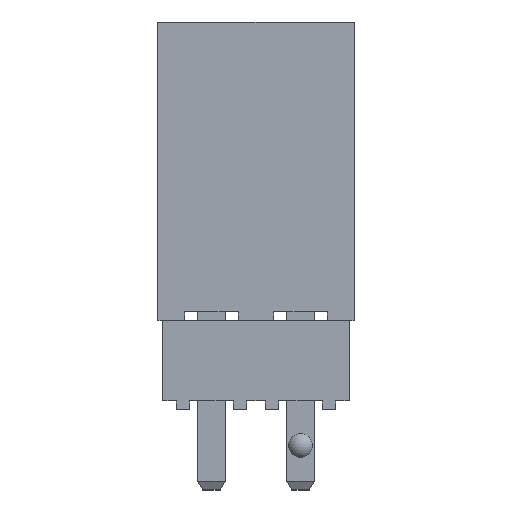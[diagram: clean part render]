
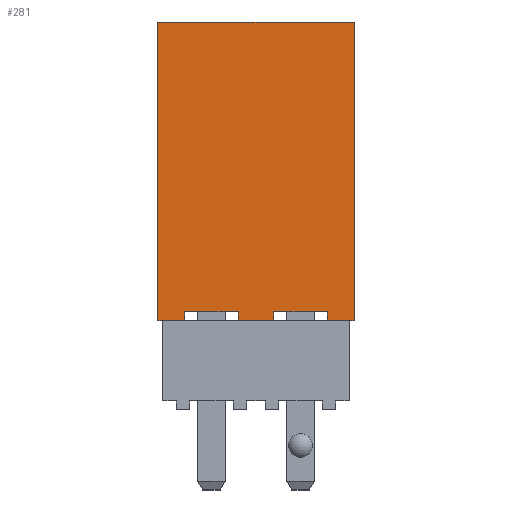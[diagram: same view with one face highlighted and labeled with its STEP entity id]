
A CAD part, top view. The second image highlights one B-rep face of the part: STEP entity #281.
In plain terms, the highlighted planar face has unit normal (0, 0, 1).
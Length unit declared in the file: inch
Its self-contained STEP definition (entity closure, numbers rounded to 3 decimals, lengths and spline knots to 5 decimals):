
#281 = ADVANCED_FACE( '', ( #603 ), #604, .F. );
#603 = FACE_OUTER_BOUND( '', #991, .T. );
#604 = PLANE( '', #992 );
#991 = EDGE_LOOP( '', ( #1620, #1621, #1622, #1623, #1624, #1625, #1626, #1627, #1628, #1629, #1630, #1631 ) );
#992 = AXIS2_PLACEMENT_3D( '', #1632, #1633, #1634 );
#1620 = ORIENTED_EDGE( '', *, *, #2592, .F. );
#1621 = ORIENTED_EDGE( '', *, *, #2593, .T. );
#1622 = ORIENTED_EDGE( '', *, *, #2594, .F. );
#1623 = ORIENTED_EDGE( '', *, *, #2595, .F. );
#1624 = ORIENTED_EDGE( '', *, *, #2388, .T. );
#1625 = ORIENTED_EDGE( '', *, *, #2596, .T. );
#1626 = ORIENTED_EDGE( '', *, *, #2597, .F. );
#1627 = ORIENTED_EDGE( '', *, *, #2448, .F. );
#1628 = ORIENTED_EDGE( '', *, *, #2598, .F. );
#1629 = ORIENTED_EDGE( '', *, *, #2493, .T. );
#1630 = ORIENTED_EDGE( '', *, *, #2599, .F. );
#1631 = ORIENTED_EDGE( '', *, *, #2444, .F. );
#1632 = CARTESIAN_POINT( '', ( 0., 0.335, 0.0475 ) );
#1633 = DIRECTION( '', ( 0., 0., -1. ) );
#1634 = DIRECTION( '', ( -1., 0., 0. ) );
#2388 = EDGE_CURVE( '', #2835, #2833, #2836, .T. );
#2444 = EDGE_CURVE( '', #2936, #2938, #2939, .T. );
#2448 = EDGE_CURVE( '', #2944, #2946, #2947, .T. );
#2493 = EDGE_CURVE( '', #3024, #3021, #3025, .T. );
#2592 = EDGE_CURVE( '', #3176, #2936, #3177, .T. );
#2593 = EDGE_CURVE( '', #3176, #3178, #3179, .T. );
#2594 = EDGE_CURVE( '', #3180, #3178, #3181, .T. );
#2595 = EDGE_CURVE( '', #2835, #3180, #3182, .T. );
#2596 = EDGE_CURVE( '', #2833, #3183, #3184, .T. );
#2597 = EDGE_CURVE( '', #2946, #3183, #3185, .T. );
#2598 = EDGE_CURVE( '', #3024, #2944, #3186, .T. );
#2599 = EDGE_CURVE( '', #2938, #3021, #3187, .T. );
#2833 = VERTEX_POINT( '', #3488 );
#2835 = VERTEX_POINT( '', #3491 );
#2836 = LINE( '', #3492, #3493 );
#2936 = VERTEX_POINT( '', #3638 );
#2938 = VERTEX_POINT( '', #3641 );
#2939 = LINE( '', #3642, #3643 );
#2944 = VERTEX_POINT( '', #3650 );
#2946 = VERTEX_POINT( '', #3653 );
#2947 = LINE( '', #3654, #3655 );
#3021 = VERTEX_POINT( '', #3766 );
#3024 = VERTEX_POINT( '', #3770 );
#3025 = LINE( '', #3771, #3772 );
#3176 = VERTEX_POINT( '', #3998 );
#3177 = LINE( '', #3999, #4000 );
#3178 = VERTEX_POINT( '', #4001 );
#3179 = LINE( '', #4002, #4003 );
#3180 = VERTEX_POINT( '', #4004 );
#3181 = LINE( '', #4005, #4006 );
#3182 = LINE( '', #4007, #4008 );
#3183 = VERTEX_POINT( '', #4009 );
#3184 = LINE( '', #4010, #4011 );
#3185 = LINE( '', #4012, #4013 );
#3186 = LINE( '', #4014, #4015 );
#3187 = LINE( '', #4016, #4017 );
#3488 = CARTESIAN_POINT( '', ( 0., 0., 0.0475 ) );
#3491 = CARTESIAN_POINT( '', ( 0., 0.335, 0.0475 ) );
#3492 = CARTESIAN_POINT( '', ( 0., 0.335, 0.0475 ) );
#3493 = VECTOR( '', #4438, 39.37008 );
#3638 = CARTESIAN_POINT( '', ( 0.19, 0.01, 0.0475 ) );
#3641 = CARTESIAN_POINT( '', ( 0.13, 0.01, 0.0475 ) );
#3642 = CARTESIAN_POINT( '', ( 0.19, 0.01, 0.0475 ) );
#3643 = VECTOR( '', #4485, 39.37008 );
#3650 = CARTESIAN_POINT( '', ( 0.09, 0.01, 0.0475 ) );
#3653 = CARTESIAN_POINT( '', ( 0.03, 0.01, 0.0475 ) );
#3654 = CARTESIAN_POINT( '', ( 0.09, 0.01, 0.0475 ) );
#3655 = VECTOR( '', #4489, 39.37008 );
#3766 = CARTESIAN_POINT( '', ( 0.13, 0., 0.0475 ) );
#3770 = CARTESIAN_POINT( '', ( 0.09, 0., 0.0475 ) );
#3771 = CARTESIAN_POINT( '', ( 0., 0., 0.0475 ) );
#3772 = VECTOR( '', #4528, 39.37008 );
#3998 = CARTESIAN_POINT( '', ( 0.19, 0., 0.0475 ) );
#3999 = CARTESIAN_POINT( '', ( 0.19, 0., 0.0475 ) );
#4000 = VECTOR( '', #4610, 39.37008 );
#4001 = CARTESIAN_POINT( '', ( 0.22, 0., 0.0475 ) );
#4002 = CARTESIAN_POINT( '', ( 0., 0., 0.0475 ) );
#4003 = VECTOR( '', #4611, 39.37008 );
#4004 = CARTESIAN_POINT( '', ( 0.22, 0.335, 0.0475 ) );
#4005 = CARTESIAN_POINT( '', ( 0.22, 0.335, 0.0475 ) );
#4006 = VECTOR( '', #4612, 39.37008 );
#4007 = CARTESIAN_POINT( '', ( 0., 0.335, 0.0475 ) );
#4008 = VECTOR( '', #4613, 39.37008 );
#4009 = CARTESIAN_POINT( '', ( 0.03, 0., 0.0475 ) );
#4010 = CARTESIAN_POINT( '', ( 0., 0., 0.0475 ) );
#4011 = VECTOR( '', #4614, 39.37008 );
#4012 = CARTESIAN_POINT( '', ( 0.03, 0.01, 0.0475 ) );
#4013 = VECTOR( '', #4615, 39.37008 );
#4014 = CARTESIAN_POINT( '', ( 0.09, 0., 0.0475 ) );
#4015 = VECTOR( '', #4616, 39.37008 );
#4016 = CARTESIAN_POINT( '', ( 0.13, 0.01, 0.0475 ) );
#4017 = VECTOR( '', #4617, 39.37008 );
#4438 = DIRECTION( '', ( 0., -1., 0. ) );
#4485 = DIRECTION( '', ( -1., 0., 0. ) );
#4489 = DIRECTION( '', ( -1., 0., 0. ) );
#4528 = DIRECTION( '', ( 1., 0., 0. ) );
#4610 = DIRECTION( '', ( 0., 1., 0. ) );
#4611 = DIRECTION( '', ( 1., 0., 0. ) );
#4612 = DIRECTION( '', ( 0., -1., 0. ) );
#4613 = DIRECTION( '', ( 1., 0., 0. ) );
#4614 = DIRECTION( '', ( 1., 0., 0. ) );
#4615 = DIRECTION( '', ( 0., -1., 0. ) );
#4616 = DIRECTION( '', ( 0., 1., 0. ) );
#4617 = DIRECTION( '', ( 0., -1., 0. ) );
